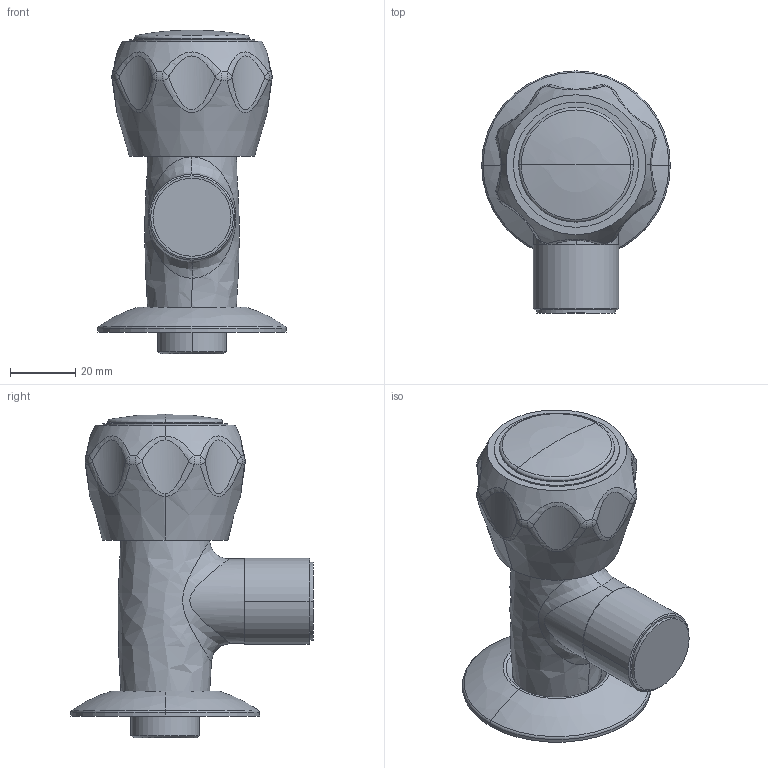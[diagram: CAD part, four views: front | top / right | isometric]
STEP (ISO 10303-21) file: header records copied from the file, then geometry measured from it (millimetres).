
FILE_DESCRIPTION((''),'2;1');
FILE_NAME('DA206CR','2021-11-09T13:02:06',('ut3'),('PAFFONI SpA'),'CREO PARAMETRIC BY PTC INC, 2020044','CREO PARAMETRIC BY PTC INC, 2020044','');
FILE_SCHEMA(('CONFIG_CONTROL_DESIGN','SHAPE_APPEARANCE_LAYERS_GROUPS'));
Length unit declared in the file: millimetre
Products named in the file (1): DA206CR
Bounding box: 58 x 74.5 x 99.5 mm (x, y, z)
Volume: 124912 mm3; surface area: 20395.7 mm2
Topology: 1 solids, 1 shells, 102 faces, 224 edges, 128 vertices
Faces by surface type: bspline 42, cylinder 20, torus 18, cone 12, plane 8, sphere 2
Entity records: 7310 total; most frequent: CARTESIAN_POINT 4536, ORIENTED_EDGE 444, DIRECTION 388, EDGE_CURVE 222, AXIS2_PLACEMENT_3D 182, VERTEX_POINT 128, CIRCLE 122, EDGE_LOOP 108
